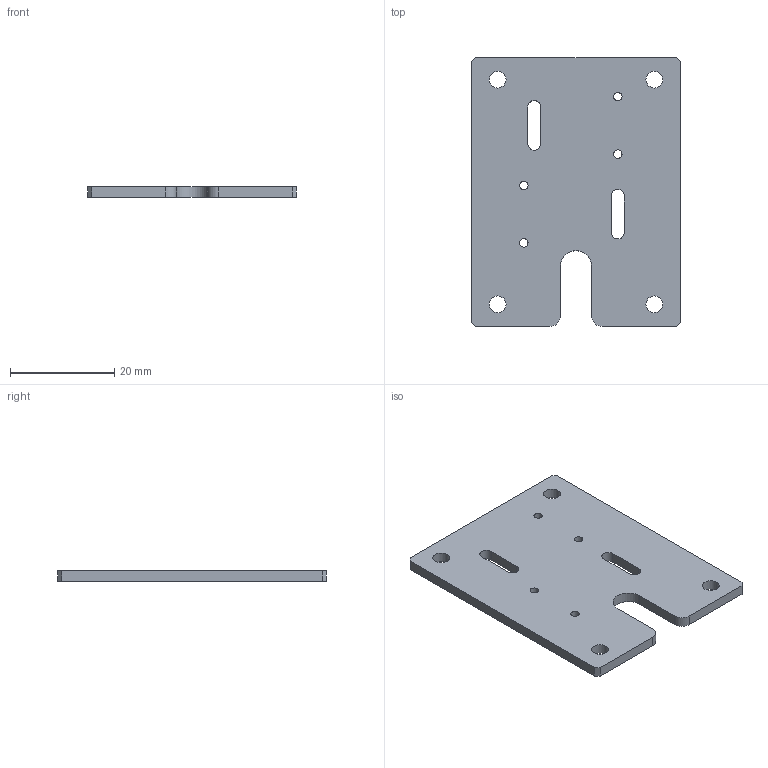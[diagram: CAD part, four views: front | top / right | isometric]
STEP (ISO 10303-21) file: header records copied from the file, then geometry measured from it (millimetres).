
FILE_DESCRIPTION(/* description */ (''),/* implementation_level */ '2;1');
FILE_NAME(/* name */ 'MS-X-BELT-PLATE 1.6.step',/* time_stamp */ '2019-04-11T10:02:05+01:00',/* author */ ('gregY6MPL'),/* organization */ (''),/* preprocessor_version */ 'ST-DEVELOPER v18',/* originating_system */ 'Autodesk Translation Framework v8.2.0.1029',/* authorisation */ '');
FILE_SCHEMA (('AUTOMOTIVE_DESIGN { 1 0 10303 214 3 1 1 }'));
Length unit declared in the file: millimetre
Products named in the file (2): MS-X-BELT-PLATE; MS-X-BELT-PLATE_1
Assembly tree (1 placements, depth 2):
  MS-X-BELT-PLATE
    MS-X-BELT-PLATE_1
Bounding box: 40 x 51.5 x 2 mm (x, y, z)
Volume: 3777.2 mm3; surface area: 4397.5 mm2
Topology: 1 solids, 1 shells, 32 faces, 90 edges, 60 vertices
Faces by surface type: plane 17, cylinder 15
Full cylindrical faces by diameter (mm): 1.623 x4, 3.2 x4
Entity records: 1153 total; most frequent: DIRECTION 192, CARTESIAN_POINT 186, ORIENTED_EDGE 180, EDGE_CURVE 90, AXIS2_PLACEMENT_3D 66, LINE 60, VECTOR 60, VERTEX_POINT 60
